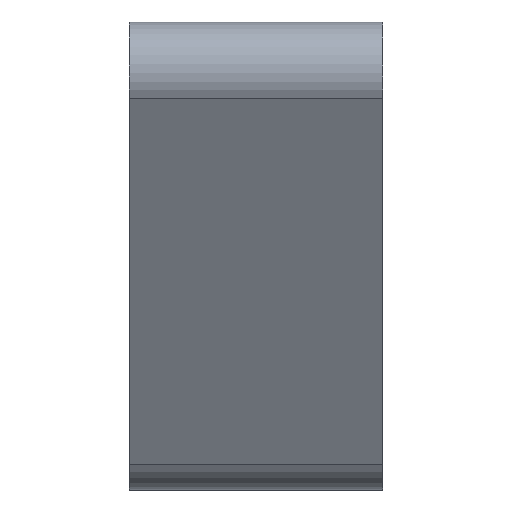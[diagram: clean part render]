
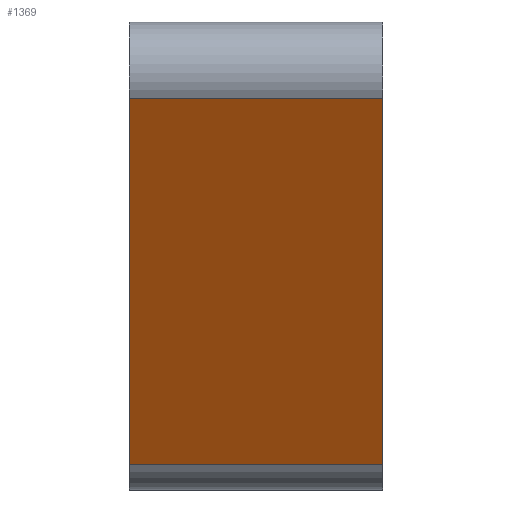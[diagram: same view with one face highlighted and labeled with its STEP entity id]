
A CAD part, left-side view. The second image highlights one B-rep face of the part: STEP entity #1369.
In plain terms, the highlighted planar face has unit normal (-0.866, 0, -0.5).
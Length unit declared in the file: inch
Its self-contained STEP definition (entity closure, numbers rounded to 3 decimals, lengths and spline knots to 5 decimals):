
#62=PLANE('',#1525);
#130=FACE_OUTER_BOUND('',#207,.T.);
#207=EDGE_LOOP('',(#1196,#1197,#1198,#1199));
#218=LINE('',#1943,#342);
#223=LINE('',#1955,#347);
#256=LINE('',#2100,#380);
#341=LINE('',#2334,#465);
#342=VECTOR('',#1533,0.3937);
#347=VECTOR('',#1544,0.3937);
#380=VECTOR('',#1667,0.3937);
#465=VECTOR('',#1934,0.3937);
#541=VERTEX_POINT('',#1940);
#542=VERTEX_POINT('',#1942);
#546=VERTEX_POINT('',#1954);
#613=VERTEX_POINT('',#2098);
#673=EDGE_CURVE('',#541,#542,#218,.T.);
#679=EDGE_CURVE('',#542,#546,#223,.T.);
#752=EDGE_CURVE('',#546,#613,#256,.T.);
#869=EDGE_CURVE('',#613,#541,#341,.T.);
#1196=ORIENTED_EDGE('',*,*,#673,.F.);
#1197=ORIENTED_EDGE('',*,*,#869,.F.);
#1198=ORIENTED_EDGE('',*,*,#752,.F.);
#1199=ORIENTED_EDGE('',*,*,#679,.F.);
#1369=ADVANCED_FACE('',(#130),#62,.T.);
#1525=AXIS2_PLACEMENT_3D('',#2333,#1932,#1933);
#1533=DIRECTION('',(0.,-1.,0.));
#1544=DIRECTION('',(0.5,0.,-0.866));
#1667=DIRECTION('',(0.,1.,0.));
#1932=DIRECTION('center_axis',(-0.866,0.,-0.5));
#1933=DIRECTION('ref_axis',(-0.5,0.,0.866));
#1934=DIRECTION('',(-0.5,0.,0.866));
#1940=CARTESIAN_POINT('',(-3.99019,1.5,3.55));
#1942=CARTESIAN_POINT('',(-3.99019,0.,3.55));
#1943=CARTESIAN_POINT('',(-3.99019,0.,3.55));
#1954=CARTESIAN_POINT('',(-2.73769,0.,1.3806));
#1955=CARTESIAN_POINT('',(-4.25,0.,4.));
#2098=CARTESIAN_POINT('',(-2.73769,1.5,1.3806));
#2100=CARTESIAN_POINT('',(-2.73769,0.,1.3806));
#2333=CARTESIAN_POINT('Origin',(-2.45554,0.,0.8919));
#2334=CARTESIAN_POINT('',(-4.25,1.5,4.));
